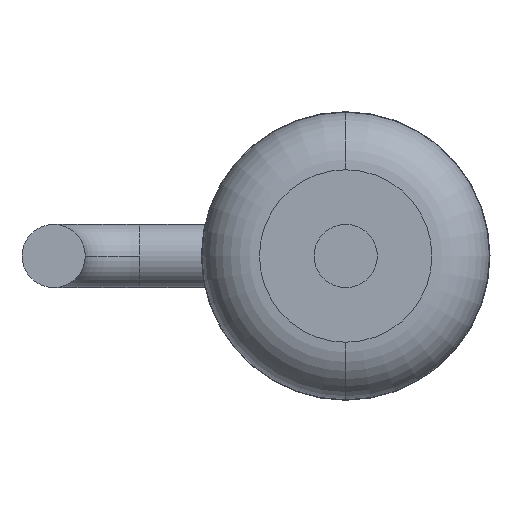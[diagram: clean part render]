
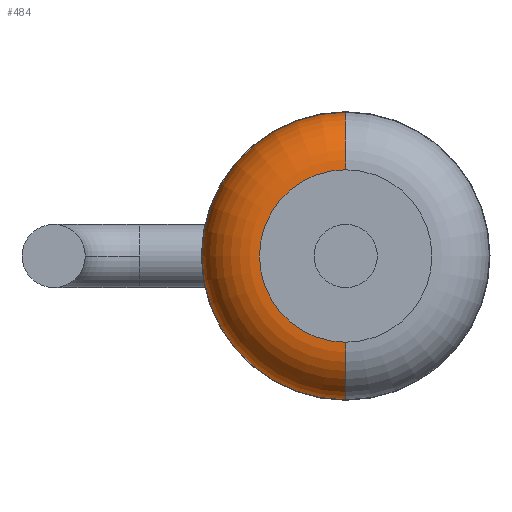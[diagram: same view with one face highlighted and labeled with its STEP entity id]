
A CAD part, front view. The second image highlights one B-rep face of the part: STEP entity #484.
In plain terms, the highlighted toroidal (fillet/blend) face has major radius 0.75 mm and minor radius 0.5 mm.
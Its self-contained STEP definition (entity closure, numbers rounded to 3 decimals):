
#45 = VERTEX_POINT ( 'NONE', #153 ) ;
#58 = ORIENTED_EDGE ( 'NONE', *, *, #448, .F. ) ;
#75 = CARTESIAN_POINT ( 'NONE',  ( 0., 1., 0. ) ) ;
#82 = DIRECTION ( 'NONE',  ( 0., -1., 0. ) ) ;
#94 = EDGE_CURVE ( 'NONE', #630, #45, #265, .T. ) ;
#104 = DIRECTION ( 'NONE',  ( 0., 0., -1. ) ) ;
#107 = AXIS2_PLACEMENT_3D ( 'NONE', #75, #261, #1061 ) ;
#114 = VERTEX_POINT ( 'NONE', #267 ) ;
#134 = TOROIDAL_SURFACE ( 'NONE', #107, 0.75, 0.5 ) ;
#153 = CARTESIAN_POINT ( 'NONE',  ( 0., 1., -1.25 ) ) ;
#156 = CARTESIAN_POINT ( 'NONE',  ( 0., 1., 1.25 ) ) ;
#200 = AXIS2_PLACEMENT_3D ( 'NONE', #354, #450, #980 ) ;
#216 = CARTESIAN_POINT ( 'NONE',  ( 0., 1., -0.75 ) ) ;
#234 = FACE_OUTER_BOUND ( 'NONE', #251, .T. ) ;
#251 = EDGE_LOOP ( 'NONE', ( #1085, #726, #1005, #58 ) ) ;
#261 = DIRECTION ( 'NONE',  ( 0., -1., 0. ) ) ;
#265 = CIRCLE ( 'NONE', #1048, 1.25 ) ;
#267 = CARTESIAN_POINT ( 'NONE',  ( 0., 0.5, -0.75 ) ) ;
#354 = CARTESIAN_POINT ( 'NONE',  ( 0., 0.5, 0. ) ) ;
#369 = DIRECTION ( 'NONE',  ( -1., 0., 0. ) ) ;
#370 = AXIS2_PLACEMENT_3D ( 'NONE', #216, #369, #913 ) ;
#382 = DIRECTION ( 'NONE',  ( 0., 0., -1. ) ) ;
#448 = EDGE_CURVE ( 'NONE', #782, #114, #1016, .T. ) ;
#450 = DIRECTION ( 'NONE',  ( 0., -1., 0. ) ) ;
#484 = ADVANCED_FACE ( 'NONE', ( #234 ), #134, .T. ) ;
#498 = EDGE_CURVE ( 'NONE', #630, #782, #852, .T. ) ;
#626 = DIRECTION ( 'NONE',  ( 1., 0., 0. ) ) ;
#630 = VERTEX_POINT ( 'NONE', #156 ) ;
#657 = CARTESIAN_POINT ( 'NONE',  ( 0., 1., 0. ) ) ;
#664 = AXIS2_PLACEMENT_3D ( 'NONE', #984, #626, #382 ) ;
#726 = ORIENTED_EDGE ( 'NONE', *, *, #94, .T. ) ;
#781 = EDGE_CURVE ( 'NONE', #45, #114, #998, .T. ) ;
#782 = VERTEX_POINT ( 'NONE', #825 ) ;
#825 = CARTESIAN_POINT ( 'NONE',  ( 0., 0.5, 0.75 ) ) ;
#852 = CIRCLE ( 'NONE', #664, 0.5 ) ;
#913 = DIRECTION ( 'NONE',  ( 0., 0., 1. ) ) ;
#980 = DIRECTION ( 'NONE',  ( 0., 0., -1. ) ) ;
#984 = CARTESIAN_POINT ( 'NONE',  ( 0., 1., 0.75 ) ) ;
#998 = CIRCLE ( 'NONE', #370, 0.5 ) ;
#1005 = ORIENTED_EDGE ( 'NONE', *, *, #781, .T. ) ;
#1016 = CIRCLE ( 'NONE', #200, 0.75 ) ;
#1048 = AXIS2_PLACEMENT_3D ( 'NONE', #657, #82, #104 ) ;
#1061 = DIRECTION ( 'NONE',  ( 0., 0., -1. ) ) ;
#1085 = ORIENTED_EDGE ( 'NONE', *, *, #498, .F. ) ;
